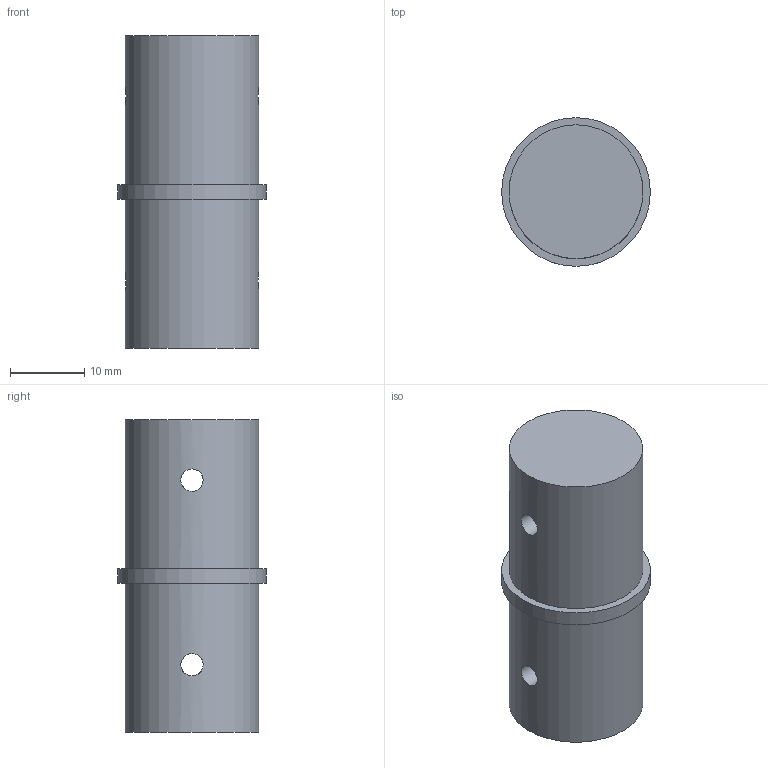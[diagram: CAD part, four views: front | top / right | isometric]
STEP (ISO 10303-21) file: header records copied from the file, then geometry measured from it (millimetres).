
FILE_DESCRIPTION(/* description */ (''),/* implementation_level */ '2;1');
FILE_NAME(/* name */ 'insert alu double male v1.step',/* time_stamp */ '2022-03-11T18:46:19+01:00',/* author */ (''),/* organization */ (''),/* preprocessor_version */ 'ST-DEVELOPER v18.1',/* originating_system */ 'Autodesk Translation Framework v10.13.0.1454',/* authorisation */ '');
FILE_SCHEMA (('AUTOMOTIVE_DESIGN { 1 0 10303 214 3 1 1 }'));
Length unit declared in the file: millimetre
Products named in the file (1): insert alu double male
Bounding box: 20 x 20 x 42 mm (x, y, z)
Volume: 10553.5 mm3; surface area: 3324.5 mm2
Topology: 1 solids, 1 shells, 9 faces, 25 edges, 18 vertices
Faces by surface type: cylinder 5, plane 4
Full cylindrical faces by diameter (mm): 3 x2, 18 x2, 20 x1
Entity records: 454 total; most frequent: CARTESIAN_POINT 193, ORIENTED_EDGE 50, DIRECTION 39, EDGE_CURVE 25, VERTEX_POINT 18, AXIS2_PLACEMENT_3D 16, EDGE_LOOP 13, B_SPLINE_CURVE_WITH_KNOTS 12
